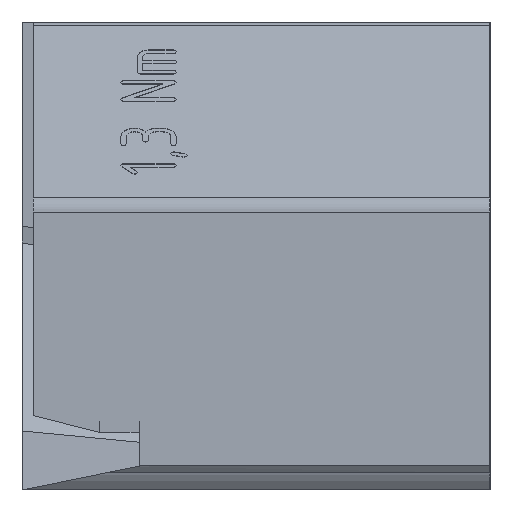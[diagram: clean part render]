
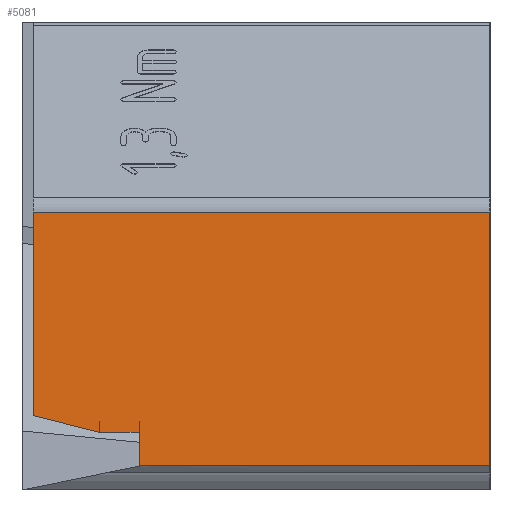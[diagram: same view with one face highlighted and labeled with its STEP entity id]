
A CAD part, left-side view. The second image highlights one B-rep face of the part: STEP entity #5081.
In plain terms, the highlighted planar face has unit normal (-1, 0, 0.018).
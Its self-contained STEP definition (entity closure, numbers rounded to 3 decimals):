
#111 = VERTEX_POINT ( 'NONE', #2894 ) ;
#131 = VECTOR ( 'NONE', #1406, 1000. ) ;
#145 = ORIENTED_EDGE ( 'NONE', *, *, #245, .F. ) ;
#168 = FACE_OUTER_BOUND ( 'NONE', #5130, .T. ) ;
#185 = LINE ( 'NONE', #2622, #3208 ) ;
#217 = ORIENTED_EDGE ( 'NONE', *, *, #4196, .T. ) ;
#245 = EDGE_CURVE ( 'Defeature ausgef�hrt1_27+Defeature ausgef�hrt1_14+Defeature ausgef�hrt1_1+Defeature ausgef�hrt1_25', #4884, #641, #696, .T. ) ;
#296 = LINE ( 'NONE', #4326, #4419 ) ;
#331 = CARTESIAN_POINT ( 'NONE',  ( 0.124, -0.3, 7.777 ) ) ;
#641 = VERTEX_POINT ( 'NONE', #3566 ) ;
#647 = CARTESIAN_POINT ( 'NONE',  ( 0., 129.624, 0.652 ) ) ;
#696 = LINE ( 'NONE', #2093, #4761 ) ;
#701 = ORIENTED_EDGE ( 'NONE', *, *, #3824, .T. ) ;
#772 = VECTOR ( 'NONE', #1337, 1000. ) ;
#842 = CARTESIAN_POINT ( 'NONE',  ( 0., -3.18, 0.652 ) ) ;
#956 = VERTEX_POINT ( 'NONE', #1028 ) ;
#1028 = CARTESIAN_POINT ( 'NONE',  ( 0., -12.7, 0.652 ) ) ;
#1172 = CARTESIAN_POINT ( 'NONE',  ( 0.12, -0.3, 7.539 ) ) ;
#1259 = DIRECTION ( 'NONE',  ( 0., -1., 0. ) ) ;
#1292 = DIRECTION ( 'NONE',  ( -0.004, -0.97, -0.243 ) ) ;
#1337 = DIRECTION ( 'NONE',  ( -0.017, 0., -1. ) ) ;
#1340 = VERTEX_POINT ( 'NONE', #842 ) ;
#1396 = LINE ( 'NONE', #2168, #3526 ) ;
#1406 = DIRECTION ( 'NONE',  ( 0., -1., 0. ) ) ;
#1479 = ORIENTED_EDGE ( 'NONE', *, *, #2775, .T. ) ;
#1739 = CARTESIAN_POINT ( 'NONE',  ( 0.12, -12.7, 7.539 ) ) ;
#1766 = VECTOR ( 'NONE', #1259, 1000. ) ;
#2070 = DIRECTION ( 'NONE',  ( 0.017, 0., 1. ) ) ;
#2093 = CARTESIAN_POINT ( 'NONE',  ( 0.108, -3.18, 6.822 ) ) ;
#2167 = DIRECTION ( 'NONE',  ( 1., 0., -0.017 ) ) ;
#2168 = CARTESIAN_POINT ( 'NONE',  ( 0.12, 129.624, 7.539 ) ) ;
#2186 = CARTESIAN_POINT ( 'NONE',  ( 0.124, 129.624, 7.777 ) ) ;
#2421 = VERTEX_POINT ( 'NONE', #3647 ) ;
#2477 = AXIS2_PLACEMENT_3D ( 'NONE', #2186, #2167, #2997 ) ;
#2591 = PLANE ( 'NONE',  #2477 ) ;
#2622 = CARTESIAN_POINT ( 'NONE',  ( 0.108, -3.18, 6.822 ) ) ;
#2677 = EDGE_CURVE ( 'Defeature ausgef�hrt1_22+Defeature ausgef�hrt1_14+Defeature ausgef�hrt1_18+Defeature ausgef�hrt1_30', #3898, #956, #296, .T. ) ;
#2775 = EDGE_CURVE ( 'Defeature ausgef�hrt1_14+Defeature ausgef�hrt1_32+Defeature ausgef�hrt1_18+Defeature ausgef�hrt1_1', #3043, #111, #3958, .T. ) ;
#2817 = EDGE_CURVE ( 'Defeature ausgef�hrt1_14+Defeature ausgef�hrt1_30+Defeature ausgef�hrt1_4+Defeature ausgef�hrt1_22', #1340, #956, #4711, .T. ) ;
#2894 = CARTESIAN_POINT ( 'NONE',  ( 0.024, -0.3, 2.016 ) ) ;
#2997 = DIRECTION ( 'NONE',  ( 0.017, 0., 1. ) ) ;
#3043 = VERTEX_POINT ( 'NONE', #1172 ) ;
#3208 = VECTOR ( 'NONE', #4924, 1000. ) ;
#3424 = LINE ( 'NONE', #4068, #4395 ) ;
#3474 = EDGE_CURVE ( 'Defeature ausgef�hrt1_4+Defeature ausgef�hrt1_14+Defeature ausgef�hrt1_3+Defeature ausgef�hrt1_1', #1340, #4884, #185, .T. ) ;
#3526 = VECTOR ( 'NONE', #4877, 1000. ) ;
#3566 = CARTESIAN_POINT ( 'NONE',  ( 0.016, -3.18, 1.566 ) ) ;
#3605 = CARTESIAN_POINT ( 'NONE',  ( 0.011, -3.18, 1.296 ) ) ;
#3647 = CARTESIAN_POINT ( 'NONE',  ( 0.016, -2.099, 1.566 ) ) ;
#3774 = ORIENTED_EDGE ( 'NONE', *, *, #4130, .F. ) ;
#3794 = CARTESIAN_POINT ( 'NONE',  ( 0.016, -3.18, 1.566 ) ) ;
#3824 = EDGE_CURVE ( 'Defeature ausgef�hrt1_14+Defeature ausgef�hrt1_1+Defeature ausgef�hrt1_32+Defeature ausgef�hrt1_25', #111, #2421, #3424, .T. ) ;
#3898 = VERTEX_POINT ( 'NONE', #1739 ) ;
#3958 = LINE ( 'NONE', #331, #772 ) ;
#4054 = ORIENTED_EDGE ( 'NONE', *, *, #2677, .F. ) ;
#4068 = CARTESIAN_POINT ( 'NONE',  ( 0.03, 1.11, 2.368 ) ) ;
#4130 = EDGE_CURVE ( 'Defeature ausgef�hrt1_18+Defeature ausgef�hrt1_14+Defeature ausgef�hrt1_32+Defeature ausgef�hrt1_22', #3043, #3898, #1396, .T. ) ;
#4162 = DIRECTION ( 'NONE',  ( -0.017, 0., -1. ) ) ;
#4180 = LINE ( 'NONE', #3794, #131 ) ;
#4196 = EDGE_CURVE ( 'Defeature ausgef�hrt1_14+Defeature ausgef�hrt1_25+Defeature ausgef�hrt1_1+Defeature ausgef�hrt1_27', #2421, #641, #4180, .T. ) ;
#4326 = CARTESIAN_POINT ( 'NONE',  ( -0.012, -12.7, -0.011 ) ) ;
#4395 = VECTOR ( 'NONE', #1292, 1000. ) ;
#4398 = ORIENTED_EDGE ( 'NONE', *, *, #2817, .T. ) ;
#4419 = VECTOR ( 'NONE', #4162, 1000. ) ;
#4631 = ORIENTED_EDGE ( 'NONE', *, *, #3474, .F. ) ;
#4711 = LINE ( 'NONE', #647, #1766 ) ;
#4761 = VECTOR ( 'NONE', #2070, 1000. ) ;
#4877 = DIRECTION ( 'NONE',  ( 0., -1., 0. ) ) ;
#4884 = VERTEX_POINT ( 'NONE', #3605 ) ;
#4924 = DIRECTION ( 'NONE',  ( 0.017, 0., 1. ) ) ;
#5081 = ADVANCED_FACE ( 'Defeature ausgef�hrt1_14', ( #168 ), #2591, .F. ) ;
#5130 = EDGE_LOOP ( 'NONE', ( #1479, #701, #217, #145, #4631, #4398, #4054, #3774 ) ) ;
